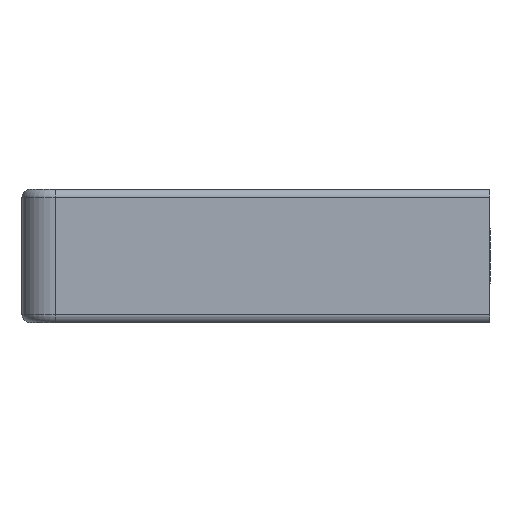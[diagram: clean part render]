
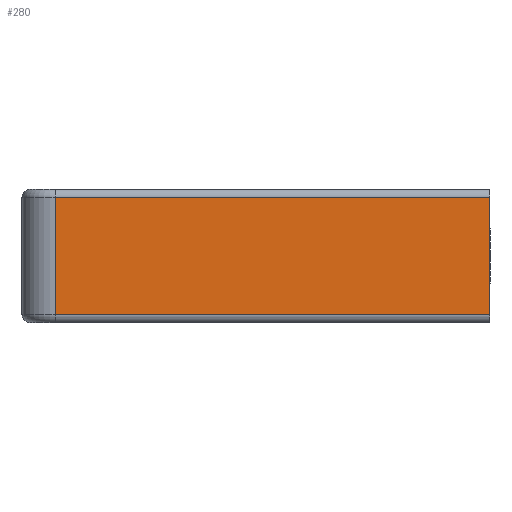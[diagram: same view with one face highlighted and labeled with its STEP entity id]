
A CAD part, left-side view. The second image highlights one B-rep face of the part: STEP entity #280.
In plain terms, the highlighted planar face has unit normal (-1, 0, 0).
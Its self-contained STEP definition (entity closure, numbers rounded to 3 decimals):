
#43 = AXIS2_PLACEMENT_3D ( 'NONE', #176, #938, #697 ) ;
#61 = EDGE_CURVE ( 'NONE', #241, #911, #359, .T. ) ;
#80 = VERTEX_POINT ( 'NONE', #188 ) ;
#95 = FACE_OUTER_BOUND ( 'NONE', #159, .T. ) ;
#97 = CARTESIAN_POINT ( 'NONE',  ( -100.5, 26., 3.5 ) ) ;
#124 = LINE ( 'NONE', #298, #719 ) ;
#133 = EDGE_CURVE ( 'NONE', #241, #328, #124, .T. ) ;
#145 = EDGE_CURVE ( 'NONE', #911, #80, #950, .T. ) ;
#159 = EDGE_LOOP ( 'NONE', ( #690, #560, #398, #579 ) ) ;
#176 = CARTESIAN_POINT ( 'NONE',  ( -100.5, 28., 4. ) ) ;
#188 = CARTESIAN_POINT ( 'NONE',  ( -100.5, 26., -3.5 ) ) ;
#233 = CARTESIAN_POINT ( 'NONE',  ( -100.5, 28., -3.5 ) ) ;
#238 = LINE ( 'NONE', #233, #302 ) ;
#241 = VERTEX_POINT ( 'NONE', #400 ) ;
#261 = PLANE ( 'NONE',  #43 ) ;
#270 = CARTESIAN_POINT ( 'NONE',  ( -100.5, 26., 4. ) ) ;
#280 = ADVANCED_FACE ( 'NONE', ( #95 ), #261, .F. ) ;
#298 = CARTESIAN_POINT ( 'NONE',  ( -100.5, 0., 4. ) ) ;
#302 = VECTOR ( 'NONE', #669, 1000. ) ;
#328 = VERTEX_POINT ( 'NONE', #816 ) ;
#357 = DIRECTION ( 'NONE',  ( 0., 0., -1. ) ) ;
#359 = LINE ( 'NONE', #371, #387 ) ;
#371 = CARTESIAN_POINT ( 'NONE',  ( -100.5, 26., 3.5 ) ) ;
#387 = VECTOR ( 'NONE', #866, 1000. ) ;
#398 = ORIENTED_EDGE ( 'NONE', *, *, #133, .F. ) ;
#400 = CARTESIAN_POINT ( 'NONE',  ( -100.5, 0., 3.5 ) ) ;
#437 = EDGE_CURVE ( 'NONE', #80, #328, #238, .T. ) ;
#501 = DIRECTION ( 'NONE',  ( 0., 0., -1. ) ) ;
#560 = ORIENTED_EDGE ( 'NONE', *, *, #437, .T. ) ;
#579 = ORIENTED_EDGE ( 'NONE', *, *, #61, .T. ) ;
#669 = DIRECTION ( 'NONE',  ( 0., -1., 0. ) ) ;
#690 = ORIENTED_EDGE ( 'NONE', *, *, #145, .T. ) ;
#697 = DIRECTION ( 'NONE',  ( 0., 0., -1. ) ) ;
#719 = VECTOR ( 'NONE', #501, 1000. ) ;
#816 = CARTESIAN_POINT ( 'NONE',  ( -100.5, 0., -3.5 ) ) ;
#866 = DIRECTION ( 'NONE',  ( 0., 1., 0. ) ) ;
#911 = VERTEX_POINT ( 'NONE', #97 ) ;
#938 = DIRECTION ( 'NONE',  ( 1., 0., 0. ) ) ;
#950 = LINE ( 'NONE', #270, #977 ) ;
#977 = VECTOR ( 'NONE', #357, 1000. ) ;
